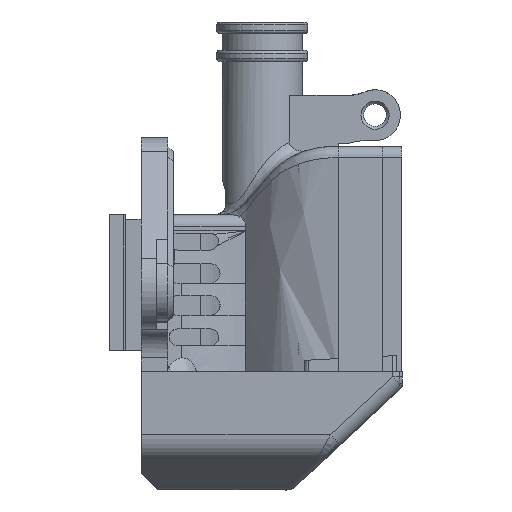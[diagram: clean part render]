
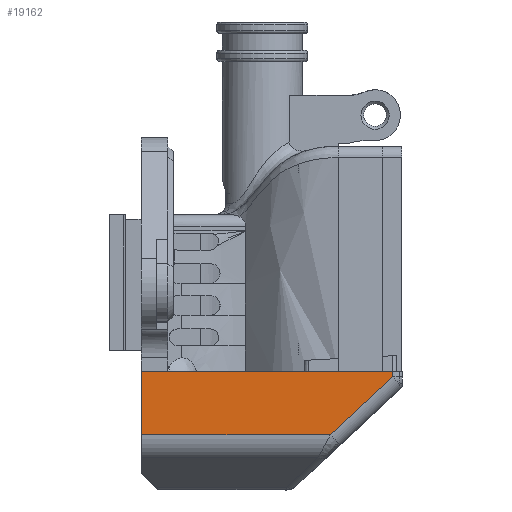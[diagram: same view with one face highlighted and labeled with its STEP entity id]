
A CAD part, left-side view. The second image highlights one B-rep face of the part: STEP entity #19162.
In plain terms, the highlighted planar face has unit normal (-1, 0, 0).
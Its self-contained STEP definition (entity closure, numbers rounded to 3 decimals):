
#1170=PLANE('',#20605);
#2229=FACE_OUTER_BOUND('',#3349,.T.);
#3349=EDGE_LOOP('',(#15138,#15139,#15140,#15141,#15142));
#4698=LINE('',#35748,#6254);
#4699=LINE('',#35750,#6255);
#4700=LINE('',#35752,#6256);
#4701=LINE('',#35754,#6257);
#4702=LINE('',#35755,#6258);
#6254=VECTOR('',#23946,1000.);
#6255=VECTOR('',#23947,1000.);
#6256=VECTOR('',#23948,1000.);
#6257=VECTOR('',#23949,10.);
#6258=VECTOR('',#23950,1000.);
#8746=VERTEX_POINT('',#35746);
#8747=VERTEX_POINT('',#35747);
#8748=VERTEX_POINT('',#35749);
#8749=VERTEX_POINT('',#35751);
#8750=VERTEX_POINT('',#35753);
#11059=EDGE_CURVE('',#8746,#8747,#4698,.F.);
#11060=EDGE_CURVE('',#8747,#8748,#4699,.T.);
#11061=EDGE_CURVE('',#8748,#8749,#4700,.F.);
#11062=EDGE_CURVE('',#8750,#8749,#4701,.T.);
#11063=EDGE_CURVE('',#8750,#8746,#4702,.T.);
#15138=ORIENTED_EDGE('',*,*,#11059,.T.);
#15139=ORIENTED_EDGE('',*,*,#11060,.T.);
#15140=ORIENTED_EDGE('',*,*,#11061,.T.);
#15141=ORIENTED_EDGE('',*,*,#11062,.F.);
#15142=ORIENTED_EDGE('',*,*,#11063,.T.);
#19162=ADVANCED_FACE('',(#2229),#1170,.F.);
#20605=AXIS2_PLACEMENT_3D('',#35745,#23944,#23945);
#23944=DIRECTION('center_axis',(1.,0.,0.));
#23945=DIRECTION('ref_axis',(0.,0.,-1.));
#23946=DIRECTION('',(0.,1.,0.));
#23947=DIRECTION('',(0.,-0.731,0.682));
#23948=DIRECTION('',(0.,0.,-1.));
#23949=DIRECTION('',(0.,-1.,0.));
#23950=DIRECTION('',(0.,0.,-1.));
#35745=CARTESIAN_POINT('Origin',(-91.,-4.802,-9.842));
#35746=CARTESIAN_POINT('',(-91.,-0.1,-24.771));
#35747=CARTESIAN_POINT('',(-91.,-33.564,-24.771));
#35748=CARTESIAN_POINT('',(-91.,-23.6,-24.771));
#35749=CARTESIAN_POINT('',(-91.,-44.6,-14.48));
#35750=CARTESIAN_POINT('',(-91.,-44.6,-14.48));
#35751=CARTESIAN_POINT('',(-91.,-44.6,-13.567));
#35752=CARTESIAN_POINT('',(-91.,-44.6,-2.067));
#35753=CARTESIAN_POINT('',(-91.,-0.1,-13.567));
#35754=CARTESIAN_POINT('',(-91.,-14.201,-13.567));
#35755=CARTESIAN_POINT('',(-91.,-0.1,-9.842));
